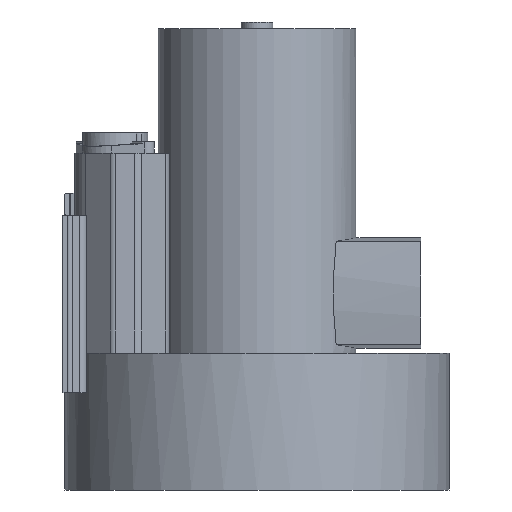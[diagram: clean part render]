
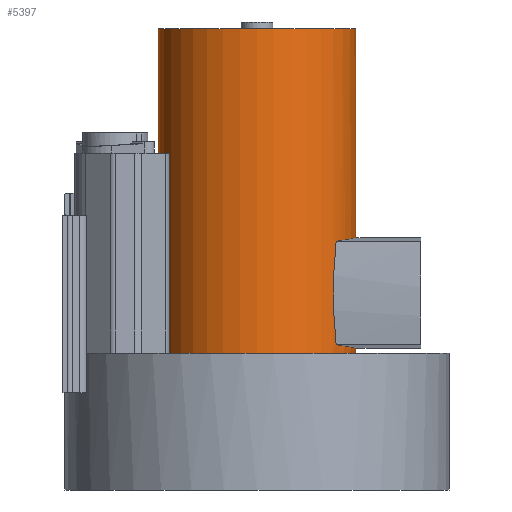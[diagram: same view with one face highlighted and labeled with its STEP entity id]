
A CAD part, front view. The second image highlights one B-rep face of the part: STEP entity #5397.
In plain terms, the highlighted cylindrical face has radius 100.5 mm (diameter 201 mm), a partial arc.
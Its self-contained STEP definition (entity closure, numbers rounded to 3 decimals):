
#457=CARTESIAN_POINT('',(0.,0.,90.));
#458=DIRECTION('',(0.,0.,1.));
#459=DIRECTION('',(-1.,0.,0.));
#460=AXIS2_PLACEMENT_3D('',#457,#458,#459);
#2039=CARTESIAN_POINT('',(100.5,0.,95.093));
#2067=CARTESIAN_POINT('',(100.5,0.,206.992));
#2069=DIRECTION('',(0.,0.,1.));
#2070=VECTOR('',#2069,212.208);
#2071=CARTESIAN_POINT('',(100.5,0.,206.992));
#2072=LINE('',#2071,#2070);
#2073=DIRECTION('',(0.,0.,1.));
#2074=VECTOR('',#2073,5.093);
#2075=CARTESIAN_POINT('',(100.5,0.,90.));
#2076=LINE('',#2075,#2074);
#2081=CARTESIAN_POINT('',(80.34,-60.38,203.53));
#2082=CARTESIAN_POINT('',(79.887,-60.982,199.197));
#2083=CARTESIAN_POINT('',(79.073,-62.038,190.509));
#2084=CARTESIAN_POINT('',(78.165,-63.174,177.397));
#2085=CARTESIAN_POINT('',(77.605,-63.858,164.235));
#2086=CARTESIAN_POINT('',(77.415,-64.087,151.047));
#2087=CARTESIAN_POINT('',(77.602,-63.861,137.859));
#2088=CARTESIAN_POINT('',(78.159,-63.181,124.698));
#2089=CARTESIAN_POINT('',(79.065,-62.048,111.587));
#2090=CARTESIAN_POINT('',(79.878,-60.995,102.9));
#2091=CARTESIAN_POINT('',(80.33,-60.394,98.567));
#2093=CARTESIAN_POINT('',(80.33,-60.394,98.567));
#2094=CARTESIAN_POINT('',(82.823,-57.077,98.206));
#2095=CARTESIAN_POINT('',(87.472,-50.047,97.498));
#2096=CARTESIAN_POINT('',(93.259,-38.224,96.534));
#2097=CARTESIAN_POINT('',(97.446,-25.744,95.776));
#2098=CARTESIAN_POINT('',(99.973,-12.753,95.268));
#2099=CARTESIAN_POINT('',(100.5,-4.223,95.121));
#2100=CARTESIAN_POINT('',(100.5,0.,95.093));
#2102=DIRECTION('',(0.,0.,1.));
#2103=VECTOR('',#2102,329.2);
#2104=CARTESIAN_POINT('',(-100.5,0.,90.));
#2105=LINE('',#2104,#2103);
#2106=CARTESIAN_POINT('',(100.5,0.,206.992));
#2107=CARTESIAN_POINT('',(100.5,-4.231,206.964));
#2108=CARTESIAN_POINT('',(99.97,-12.771,206.817));
#2109=CARTESIAN_POINT('',(97.446,-25.739,206.311));
#2110=CARTESIAN_POINT('',(93.269,-38.197,205.556));
#2111=CARTESIAN_POINT('',(87.494,-50.009,204.597));
#2112=CARTESIAN_POINT('',(82.84,-57.053,203.89));
#2113=CARTESIAN_POINT('',(80.34,-60.38,203.53));
#2155=CARTESIAN_POINT('',(0.,0.,419.2));
#2156=DIRECTION('',(0.,0.,1.));
#2157=DIRECTION('',(-1.,0.,0.));
#2158=AXIS2_PLACEMENT_3D('',#2155,#2156,#2157);
#2813=CARTESIAN_POINT('',(100.5,0.,419.2));
#2814=CARTESIAN_POINT('',(-100.5,0.,419.2));
#2815=VERTEX_POINT('',#2813);
#2816=VERTEX_POINT('',#2814);
#2817=CARTESIAN_POINT('',(100.5,0.,90.));
#2818=CARTESIAN_POINT('',(-100.5,0.,90.));
#2819=VERTEX_POINT('',#2817);
#2820=VERTEX_POINT('',#2818);
#2833=VERTEX_POINT('',#2039);
#2836=VERTEX_POINT('',#2067);
#2837=VERTEX_POINT('',#2081);
#2838=VERTEX_POINT('',#2091);
#5379=CARTESIAN_POINT('',(0.,0.,90.));
#5380=DIRECTION('',(0.,0.,1.));
#5381=DIRECTION('',(1.,0.,0.));
#5382=AXIS2_PLACEMENT_3D('',#5379,#5380,#5381);
#5383=CYLINDRICAL_SURFACE('',#5382,100.5);
#5385=ORIENTED_EDGE('',*,*,#5384,.T.);
#5386=ORIENTED_EDGE('',*,*,#5368,.T.);
#5387=ORIENTED_EDGE('',*,*,#5349,.F.);
#5388=ORIENTED_EDGE('',*,*,#3238,.F.);
#5389=ORIENTED_EDGE('',*,*,#5346,.T.);
#5391=ORIENTED_EDGE('',*,*,#5390,.T.);
#5392=ORIENTED_EDGE('',*,*,#5342,.F.);
#5394=ORIENTED_EDGE('',*,*,#5393,.T.);
#5395=EDGE_LOOP('',(#5385,#5386,#5387,#5388,#5389,#5391,#5392,#5394));
#5396=FACE_OUTER_BOUND('',#5395,.F.);
#5397=ADVANCED_FACE('',(#5396),#5383,.T.);
#461=CIRCLE('',#460,100.5);
#2092=B_SPLINE_CURVE_WITH_KNOTS('',3,(#2081,#2082,#2083,#2084,#2085,#2086,#2087,
#2088,#2089,#2090,#2091),.UNSPECIFIED.,.F.,.F.,(4,1,1,1,1,1,1,1,4),(0.,
0.125,0.25,0.375,0.5,0.625,0.75,0.875,1.),.UNSPECIFIED.);
#2101=B_SPLINE_CURVE_WITH_KNOTS('',3,(#2093,#2094,#2095,#2096,#2097,#2098,#2099,
#2100),.UNSPECIFIED.,.F.,.F.,(4,1,1,1,1,4),(0.,0.2,0.4,0.6,0.8,1.),
.UNSPECIFIED.);
#2114=B_SPLINE_CURVE_WITH_KNOTS('',3,(#2106,#2107,#2108,#2109,#2110,#2111,#2112,
#2113),.UNSPECIFIED.,.F.,.F.,(4,1,1,1,1,4),(0.,0.2,0.4,0.6,0.8,1.),
.UNSPECIFIED.);
#2159=CIRCLE('',#2158,100.5);
#3238=EDGE_CURVE('',#2820,#2819,#461,.T.);
#5342=EDGE_CURVE('',#2836,#2815,#2072,.T.);
#5346=EDGE_CURVE('',#2820,#2816,#2105,.T.);
#5349=EDGE_CURVE('',#2819,#2833,#2076,.T.);
#5368=EDGE_CURVE('',#2838,#2833,#2101,.T.);
#5384=EDGE_CURVE('',#2837,#2838,#2092,.T.);
#5390=EDGE_CURVE('',#2816,#2815,#2159,.T.);
#5393=EDGE_CURVE('',#2836,#2837,#2114,.T.);
